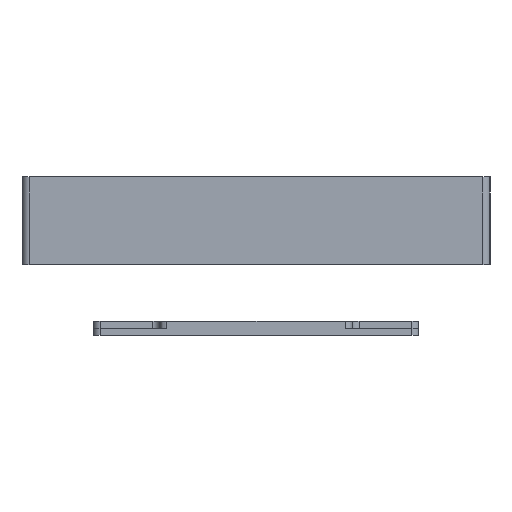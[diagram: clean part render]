
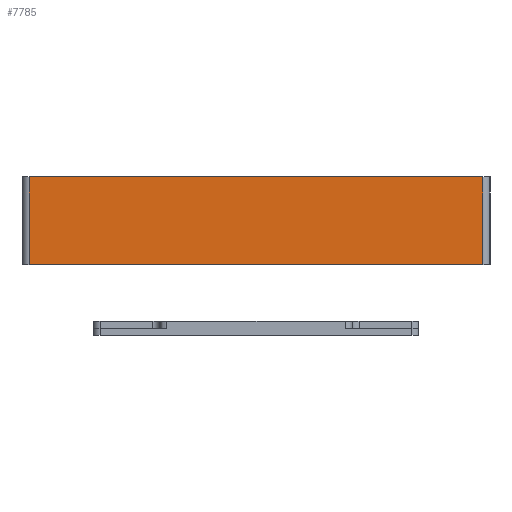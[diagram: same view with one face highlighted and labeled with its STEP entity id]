
A CAD part, left-side view. The second image highlights one B-rep face of the part: STEP entity #7785.
In plain terms, the highlighted planar face has unit normal (-1, 0, 0).
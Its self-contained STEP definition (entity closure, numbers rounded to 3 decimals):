
#553=FACE_OUTER_BOUND('',#1053,.T.);
#1053=EDGE_LOOP('',(#6925,#6926,#6927,#6928));
#1411=LINE('',#10763,#2371);
#2111=LINE('',#12241,#3071);
#2121=LINE('',#12265,#3081);
#2122=LINE('',#12267,#3082);
#2371=VECTOR('',#8660,10.);
#3071=VECTOR('',#10038,10.);
#3081=VECTOR('',#10066,10.);
#3082=VECTOR('',#10069,10.);
#3356=VERTEX_POINT('',#10749);
#3362=VERTEX_POINT('',#10761);
#3800=VERTEX_POINT('',#12238);
#3801=VERTEX_POINT('',#12240);
#4107=EDGE_CURVE('',#3362,#3356,#1411,.T.);
#4846=EDGE_CURVE('',#3800,#3801,#2111,.T.);
#4859=EDGE_CURVE('',#3362,#3801,#2121,.T.);
#4860=EDGE_CURVE('',#3356,#3800,#2122,.T.);
#6925=ORIENTED_EDGE('',*,*,#4107,.F.);
#6926=ORIENTED_EDGE('',*,*,#4859,.T.);
#6927=ORIENTED_EDGE('',*,*,#4846,.F.);
#6928=ORIENTED_EDGE('',*,*,#4860,.F.);
#7434=PLANE('',#8250);
#7785=ADVANCED_FACE('',(#553),#7434,.T.);
#8250=AXIS2_PLACEMENT_3D('',#12266,#10067,#10068);
#8660=DIRECTION('',(0.,1.,0.));
#10038=DIRECTION('',(0.,-1.,0.));
#10066=DIRECTION('',(0.,0.,1.));
#10067=DIRECTION('center_axis',(-1.,0.,0.));
#10068=DIRECTION('ref_axis',(0.,-1.,0.));
#10069=DIRECTION('',(0.,0.,1.));
#10749=CARTESIAN_POINT('',(-19.,17.,0.));
#10761=CARTESIAN_POINT('',(-19.,-112.,0.));
#10763=CARTESIAN_POINT('',(-19.,-112.,0.));
#12238=CARTESIAN_POINT('',(-19.,17.,25.));
#12240=CARTESIAN_POINT('',(-19.,-112.,25.));
#12241=CARTESIAN_POINT('',(-19.,-112.,25.));
#12265=CARTESIAN_POINT('',(-19.,-112.,0.));
#12266=CARTESIAN_POINT('Origin',(-19.,17.,0.));
#12267=CARTESIAN_POINT('',(-19.,17.,0.));
